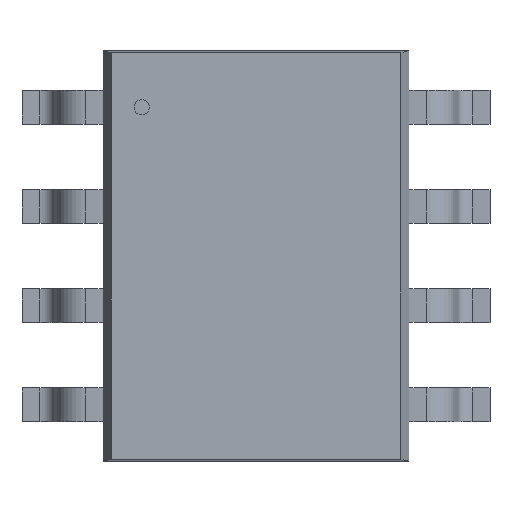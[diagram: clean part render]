
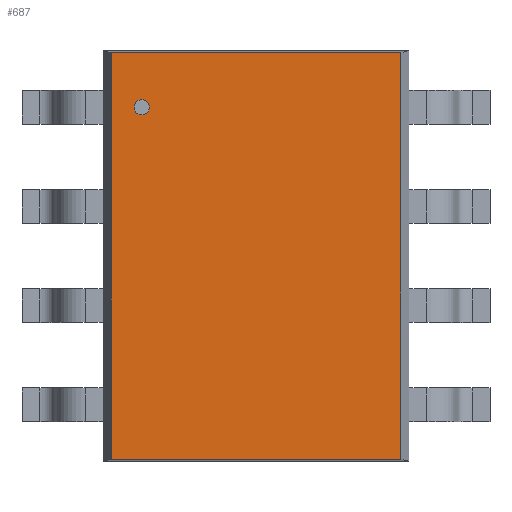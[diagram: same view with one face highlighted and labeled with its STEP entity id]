
A CAD part, top view. The second image highlights one B-rep face of the part: STEP entity #687.
In plain terms, the highlighted planar face has unit normal (0, 0, 1).
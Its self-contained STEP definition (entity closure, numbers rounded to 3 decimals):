
#155 = CARTESIAN_POINT ( 'NONE',  ( 1.854, 2.604, 0.991 ) ) ;
#449 = EDGE_LOOP ( 'NONE', ( #3870, #1282, #1616, #2573 ) ) ;
#474 = DIRECTION ( 'NONE',  ( 1., 0., 0. ) ) ;
#494 = EDGE_CURVE ( 'NONE', #717, #3630, #3743, .T. ) ;
#687 = ADVANCED_FACE ( 'NONE', ( #759 ), #2463, .T. ) ;
#717 = VERTEX_POINT ( 'NONE', #155 ) ;
#759 = FACE_OUTER_BOUND ( 'NONE', #449, .T. ) ;
#786 = CARTESIAN_POINT ( 'NONE',  ( -1.854, 0.868, 0.991 ) ) ;
#803 = CARTESIAN_POINT ( 'NONE',  ( -1.854, 2.604, 0.991 ) ) ;
#1133 = CARTESIAN_POINT ( 'NONE',  ( -1.854, -2.604, 0.991 ) ) ;
#1282 = ORIENTED_EDGE ( 'NONE', *, *, #494, .F. ) ;
#1365 = B_SPLINE_CURVE_WITH_KNOTS ( 'NONE', 3,
 ( #3736, #2782, #786, #803 ),
 .UNSPECIFIED., .F., .F.,
 ( 4, 4 ),
 ( 0., 1. ),
 .UNSPECIFIED. ) ;
#1417 = AXIS2_PLACEMENT_3D ( 'NONE', #1133, #3139, #474 ) ;
#1465 = EDGE_CURVE ( 'NONE', #3360, #2195, #1365, .T. ) ;
#1515 = EDGE_CURVE ( 'NONE', #2195, #717, #1920, .T. ) ;
#1541 = EDGE_CURVE ( 'NONE', #3630, #3360, #3250, .T. ) ;
#1556 = CARTESIAN_POINT ( 'NONE',  ( 1.854, 2.604, 0.991 ) ) ;
#1616 = ORIENTED_EDGE ( 'NONE', *, *, #1515, .F. ) ;
#1764 = CARTESIAN_POINT ( 'NONE',  ( -0.618, -2.604, 0.991 ) ) ;
#1783 = CARTESIAN_POINT ( 'NONE',  ( -1.854, -2.604, 0.991 ) ) ;
#1844 = CARTESIAN_POINT ( 'NONE',  ( 1.854, -2.604, 0.991 ) ) ;
#1920 = B_SPLINE_CURVE_WITH_KNOTS ( 'NONE', 3,
 ( #2421, #3057, #2124, #2727 ),
 .UNSPECIFIED., .F., .F.,
 ( 4, 4 ),
 ( 0., 1. ),
 .UNSPECIFIED. ) ;
#2124 = CARTESIAN_POINT ( 'NONE',  ( 0.618, 2.604, 0.991 ) ) ;
#2195 = VERTEX_POINT ( 'NONE', #2212 ) ;
#2212 = CARTESIAN_POINT ( 'NONE',  ( -1.854, 2.604, 0.991 ) ) ;
#2421 = CARTESIAN_POINT ( 'NONE',  ( -1.854, 2.604, 0.991 ) ) ;
#2425 = CARTESIAN_POINT ( 'NONE',  ( -1.854, -2.604, 0.991 ) ) ;
#2463 = PLANE ( 'NONE',  #1417 ) ;
#2573 = ORIENTED_EDGE ( 'NONE', *, *, #1465, .F. ) ;
#2727 = CARTESIAN_POINT ( 'NONE',  ( 1.854, 2.604, 0.991 ) ) ;
#2782 = CARTESIAN_POINT ( 'NONE',  ( -1.854, -0.868, 0.991 ) ) ;
#2866 = CARTESIAN_POINT ( 'NONE',  ( 1.854, 0.868, 0.991 ) ) ;
#3057 = CARTESIAN_POINT ( 'NONE',  ( -0.618, 2.604, 0.991 ) ) ;
#3139 = DIRECTION ( 'NONE',  ( 0., 0., 1. ) ) ;
#3250 = B_SPLINE_CURVE_WITH_KNOTS ( 'NONE', 3,
 ( #3701, #4018, #1764, #1783 ),
 .UNSPECIFIED., .F., .F.,
 ( 4, 4 ),
 ( 0., 1. ),
 .UNSPECIFIED. ) ;
#3360 = VERTEX_POINT ( 'NONE', #2425 ) ;
#3630 = VERTEX_POINT ( 'NONE', #1844 ) ;
#3701 = CARTESIAN_POINT ( 'NONE',  ( 1.854, -2.604, 0.991 ) ) ;
#3736 = CARTESIAN_POINT ( 'NONE',  ( -1.854, -2.604, 0.991 ) ) ;
#3743 = B_SPLINE_CURVE_WITH_KNOTS ( 'NONE', 3,
 ( #1556, #2866, #4201, #3858 ),
 .UNSPECIFIED., .F., .F.,
 ( 4, 4 ),
 ( 0., 1. ),
 .UNSPECIFIED. ) ;
#3858 = CARTESIAN_POINT ( 'NONE',  ( 1.854, -2.604, 0.991 ) ) ;
#3870 = ORIENTED_EDGE ( 'NONE', *, *, #1541, .F. ) ;
#4018 = CARTESIAN_POINT ( 'NONE',  ( 0.618, -2.604, 0.991 ) ) ;
#4201 = CARTESIAN_POINT ( 'NONE',  ( 1.854, -0.868, 0.991 ) ) ;
